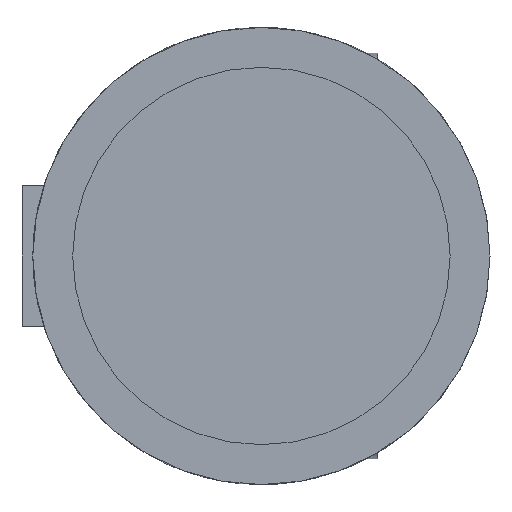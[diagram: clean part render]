
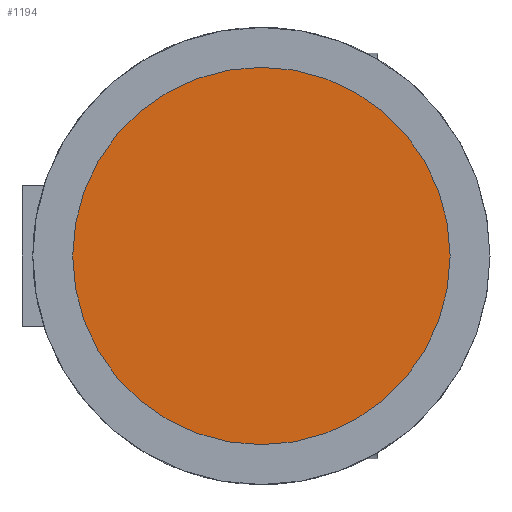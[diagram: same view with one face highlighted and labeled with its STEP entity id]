
A CAD part, left-side view. The second image highlights one B-rep face of the part: STEP entity #1194.
In plain terms, the highlighted planar face has unit normal (-1, 0, 0).
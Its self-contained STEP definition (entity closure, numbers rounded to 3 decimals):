
#79 = CIRCLE ( 'NONE', #470, 175. ) ;
#239 = CARTESIAN_POINT ( 'NONE',  ( 2600., 0., 3525. ) ) ;
#275 = AXIS2_PLACEMENT_3D ( 'NONE', #1190, #672, #1268 ) ;
#370 = DIRECTION ( 'NONE',  ( 0., -1., 0. ) ) ;
#412 = AXIS2_PLACEMENT_3D ( 'NONE', #1568, #630, #370 ) ;
#470 = AXIS2_PLACEMENT_3D ( 'NONE', #1503, #1008, #1636 ) ;
#511 = FACE_OUTER_BOUND ( 'NONE', #617, .T. ) ;
#531 = ORIENTED_EDGE ( 'NONE', *, *, #1664, .F. ) ;
#617 = EDGE_LOOP ( 'NONE', ( #1511, #531 ) ) ;
#629 = EDGE_CURVE ( 'NONE', #1716, #700, #79, .T. ) ;
#630 = DIRECTION ( 'NONE',  ( 1., 0., 0. ) ) ;
#672 = DIRECTION ( 'NONE',  ( 1., 0., 0. ) ) ;
#700 = VERTEX_POINT ( 'NONE', #239 ) ;
#806 = CIRCLE ( 'NONE', #412, 175. ) ;
#1008 = DIRECTION ( 'NONE',  ( 1., 0., 0. ) ) ;
#1190 = CARTESIAN_POINT ( 'NONE',  ( 2600., 0., 3350. ) ) ;
#1194 = ADVANCED_FACE ( 'NONE', ( #511 ), #1227, .F. ) ;
#1227 = PLANE ( 'NONE',  #275 ) ;
#1268 = DIRECTION ( 'NONE',  ( 0., 0., 1. ) ) ;
#1435 = CARTESIAN_POINT ( 'NONE',  ( 2600., 0., 3175. ) ) ;
#1503 = CARTESIAN_POINT ( 'NONE',  ( 2600., 0., 3350. ) ) ;
#1511 = ORIENTED_EDGE ( 'NONE', *, *, #629, .F. ) ;
#1568 = CARTESIAN_POINT ( 'NONE',  ( 2600., 0., 3350. ) ) ;
#1636 = DIRECTION ( 'NONE',  ( 0., -1., 0. ) ) ;
#1664 = EDGE_CURVE ( 'NONE', #700, #1716, #806, .T. ) ;
#1716 = VERTEX_POINT ( 'NONE', #1435 ) ;
